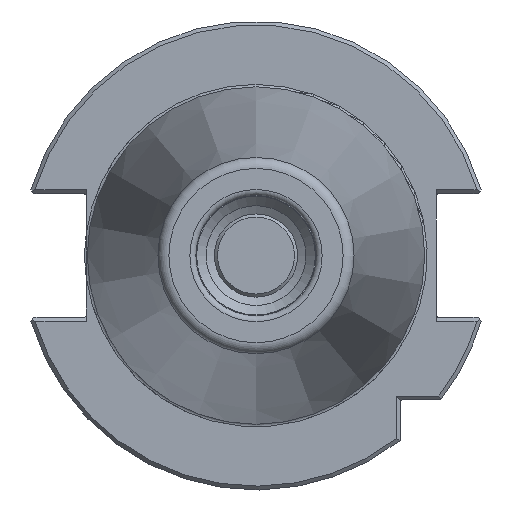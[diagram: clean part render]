
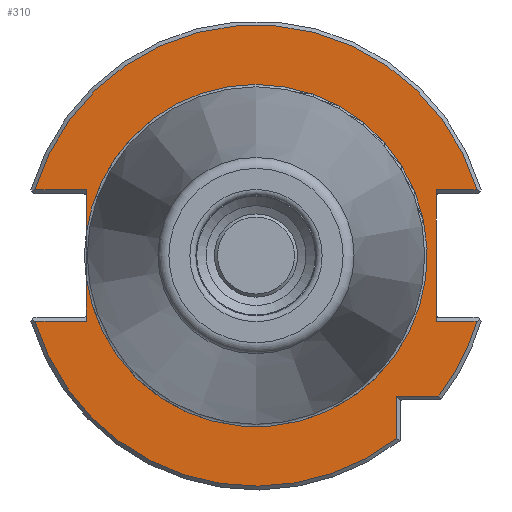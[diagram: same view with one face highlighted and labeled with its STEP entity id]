
A CAD part, left-side view. The second image highlights one B-rep face of the part: STEP entity #310.
In plain terms, the highlighted planar face has unit normal (-1, 0, 0).
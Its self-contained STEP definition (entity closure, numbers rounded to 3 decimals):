
#310 = ADVANCED_FACE( '', ( #824 ), #825, .T. );
#824 = FACE_OUTER_BOUND( '', #1715, .T. );
#825 = PLANE( '', #1716 );
#1715 = EDGE_LOOP( '', ( #2680, #2681, #2682, #2683, #2684, #2685, #2686, #2687, #2688, #2689, #2690, #2691, #2692 ) );
#1716 = AXIS2_PLACEMENT_3D( '', #2693, #2694, #2695 );
#2680 = ORIENTED_EDGE( '', *, *, #4604, .T. );
#2681 = ORIENTED_EDGE( '', *, *, #4605, .T. );
#2682 = ORIENTED_EDGE( '', *, *, #4606, .F. );
#2683 = ORIENTED_EDGE( '', *, *, #4607, .T. );
#2684 = ORIENTED_EDGE( '', *, *, #4608, .T. );
#2685 = ORIENTED_EDGE( '', *, *, #4609, .T. );
#2686 = ORIENTED_EDGE( '', *, *, #4590, .F. );
#2687 = ORIENTED_EDGE( '', *, *, #4610, .F. );
#2688 = ORIENTED_EDGE( '', *, *, #4588, .F. );
#2689 = ORIENTED_EDGE( '', *, *, #4611, .T. );
#2690 = ORIENTED_EDGE( '', *, *, #4612, .T. );
#2691 = ORIENTED_EDGE( '', *, *, #4613, .T. );
#2692 = ORIENTED_EDGE( '', *, *, #4614, .T. );
#2693 = CARTESIAN_POINT( '', ( 3.2, 0., 35.591 ) );
#2694 = DIRECTION( '', ( -1., 0., 0. ) );
#2695 = DIRECTION( '', ( 0., 0., 1. ) );
#4588 = EDGE_CURVE( '', #5440, #5442, #5443, .T. );
#4590 = EDGE_CURVE( '', #5444, #5429, #5446, .T. );
#4604 = EDGE_CURVE( '', #5470, #5471, #5472, .T. );
#4605 = EDGE_CURVE( '', #5471, #5473, #5474, .T. );
#4606 = EDGE_CURVE( '', #5475, #5473, #5476, .T. );
#4607 = EDGE_CURVE( '', #5475, #5477, #5478, .T. );
#4608 = EDGE_CURVE( '', #5477, #5479, #5480, .T. );
#4609 = EDGE_CURVE( '', #5479, #5429, #5481, .T. );
#4610 = EDGE_CURVE( '', #5442, #5444, #5482, .T. );
#4611 = EDGE_CURVE( '', #5440, #5483, #5484, .T. );
#4612 = EDGE_CURVE( '', #5483, #5485, #5486, .T. );
#4613 = EDGE_CURVE( '', #5485, #5487, #5488, .T. );
#4614 = EDGE_CURVE( '', #5487, #5470, #5489, .T. );
#5429 = VERTEX_POINT( '', #6699 );
#5440 = VERTEX_POINT( '', #6716 );
#5442 = VERTEX_POINT( '', #6719 );
#5443 = LINE( '', #6720, #6721 );
#5444 = VERTEX_POINT( '', #6722 );
#5446 = LINE( '', #6725, #6726 );
#5470 = VERTEX_POINT( '', #6766 );
#5471 = VERTEX_POINT( '', #6767 );
#5472 = CIRCLE( '', #6768, 47.95 );
#5473 = VERTEX_POINT( '', #6769 );
#5474 = LINE( '', #6770, #6771 );
#5475 = VERTEX_POINT( '', #6772 );
#5476 = LINE( '', #6773, #6774 );
#5477 = VERTEX_POINT( '', #6775 );
#5478 = LINE( '', #6776, #6777 );
#5479 = VERTEX_POINT( '', #6778 );
#5480 = CIRCLE( '', #6779, 47.95 );
#5481 = LINE( '', #6780, #6781 );
#5482 = CIRCLE( '', #6782, 35.591 );
#5483 = VERTEX_POINT( '', #6783 );
#5484 = LINE( '', #6784, #6785 );
#5485 = VERTEX_POINT( '', #6786 );
#5486 = CIRCLE( '', #6787, 47.95 );
#5487 = VERTEX_POINT( '', #6788 );
#5488 = LINE( '', #6789, #6790 );
#5489 = LINE( '', #6791, #6792 );
#6699 = CARTESIAN_POINT( '', ( 3.2, 35.3, 13.65 ) );
#6716 = CARTESIAN_POINT( '', ( 3.2, 35.3, -13.65 ) );
#6719 = CARTESIAN_POINT( '', ( 3.2, 35.3, -4.543 ) );
#6720 = CARTESIAN_POINT( '', ( 3.2, 35.3, -12.85 ) );
#6721 = VECTOR( '', #8573, 1000. );
#6722 = CARTESIAN_POINT( '', ( 3.2, 35.3, 4.543 ) );
#6725 = CARTESIAN_POINT( '', ( 3.2, 35.3, -12.85 ) );
#6726 = VECTOR( '', #8575, 1000. );
#6766 = CARTESIAN_POINT( '', ( 3.2, -38.034, -29.2 ) );
#6767 = CARTESIAN_POINT( '', ( 3.2, -45.966, -13.65 ) );
#6768 = AXIS2_PLACEMENT_3D( '', #8586, #8587, #8588 );
#6769 = CARTESIAN_POINT( '', ( 3.2, -37.5, -13.65 ) );
#6770 = CARTESIAN_POINT( '', ( 3.2, -37.5, -13.65 ) );
#6771 = VECTOR( '', #8589, 1000. );
#6772 = CARTESIAN_POINT( '', ( 3.2, -37.5, 13.65 ) );
#6773 = CARTESIAN_POINT( '', ( 3.2, -37.5, 12.85 ) );
#6774 = VECTOR( '', #8590, 1000. );
#6775 = CARTESIAN_POINT( '', ( 3.2, -45.966, 13.65 ) );
#6776 = CARTESIAN_POINT( '', ( 3.2, -47.181, 13.65 ) );
#6777 = VECTOR( '', #8591, 1000. );
#6778 = CARTESIAN_POINT( '', ( 3.2, 45.966, 13.65 ) );
#6779 = AXIS2_PLACEMENT_3D( '', #8592, #8593, #8594 );
#6780 = CARTESIAN_POINT( '', ( 3.2, 35.3, 13.65 ) );
#6781 = VECTOR( '', #8595, 1000. );
#6782 = AXIS2_PLACEMENT_3D( '', #8596, #8597, #8598 );
#6783 = CARTESIAN_POINT( '', ( 3.2, 45.966, -13.65 ) );
#6784 = CARTESIAN_POINT( '', ( 3.2, 47.181, -13.65 ) );
#6785 = VECTOR( '', #8599, 1000. );
#6786 = CARTESIAN_POINT( '', ( 3.2, -29.2, -38.034 ) );
#6787 = AXIS2_PLACEMENT_3D( '', #8600, #8601, #8602 );
#6788 = CARTESIAN_POINT( '', ( 3.2, -29.2, -29.2 ) );
#6789 = CARTESIAN_POINT( '', ( 3.2, -29.2, -30. ) );
#6790 = VECTOR( '', #8603, 1000. );
#6791 = CARTESIAN_POINT( '', ( 3.2, -38.616, -29.2 ) );
#6792 = VECTOR( '', #8604, 1000. );
#8573 = DIRECTION( '', ( 0., 0., 1. ) );
#8575 = DIRECTION( '', ( 0., 0., 1. ) );
#8586 = CARTESIAN_POINT( '', ( 3.2, 0., 0. ) );
#8587 = DIRECTION( '', ( -1., 0., 0. ) );
#8588 = DIRECTION( '', ( 0., 0., 1. ) );
#8589 = DIRECTION( '', ( 0., 1., 0. ) );
#8590 = DIRECTION( '', ( 0., 0., -1. ) );
#8591 = DIRECTION( '', ( 0., -1., 0. ) );
#8592 = CARTESIAN_POINT( '', ( 3.2, 0., 0. ) );
#8593 = DIRECTION( '', ( -1., 0., 0. ) );
#8594 = DIRECTION( '', ( 0., 0., 1. ) );
#8595 = DIRECTION( '', ( 0., -1., 0. ) );
#8596 = CARTESIAN_POINT( '', ( 3.2, 0., 0. ) );
#8597 = DIRECTION( '', ( -1., 0., 0. ) );
#8598 = DIRECTION( '', ( 0., 0., 1. ) );
#8599 = DIRECTION( '', ( 0., 1., 0. ) );
#8600 = CARTESIAN_POINT( '', ( 3.2, 0., 0. ) );
#8601 = DIRECTION( '', ( -1., 0., 0. ) );
#8602 = DIRECTION( '', ( 0., 0., 1. ) );
#8603 = DIRECTION( '', ( 0., 0., 1. ) );
#8604 = DIRECTION( '', ( 0., -1., 0. ) );
